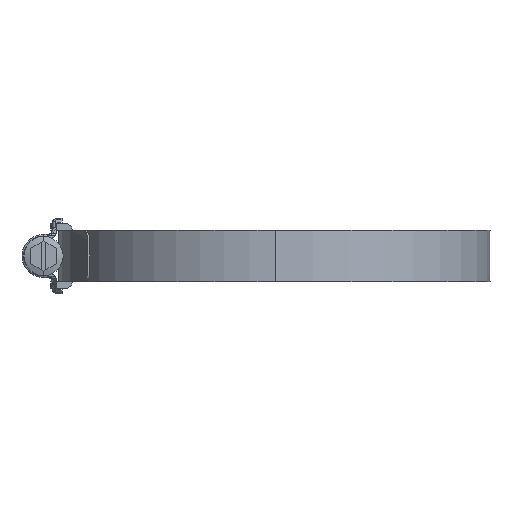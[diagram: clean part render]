
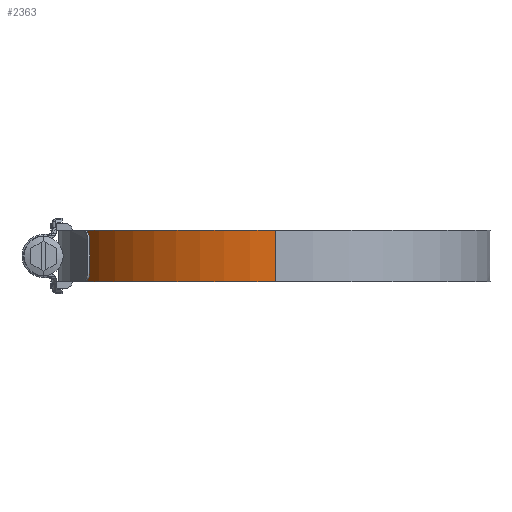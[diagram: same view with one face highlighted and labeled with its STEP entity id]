
A CAD part, left-side view. The second image highlights one B-rep face of the part: STEP entity #2363.
In plain terms, the highlighted cylindrical face has radius 65.69 mm (diameter 131.38 mm), a partial arc.
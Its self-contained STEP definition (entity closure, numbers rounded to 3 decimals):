
#441 = ORIENTED_EDGE ( 'NONE', *, *, #7093, .T. ) ;
#582 = EDGE_CURVE ( 'NONE', #9767, #7919, #6814, .T. ) ;
#707 = ORIENTED_EDGE ( 'NONE', *, *, #9904, .F. ) ;
#745 = CARTESIAN_POINT ( 'NONE',  ( 0., 65.69, 7.95 ) ) ;
#795 = LINE ( 'NONE', #745, #5421 ) ;
#818 = VECTOR ( 'NONE', #7296, 1000. ) ;
#1026 = CIRCLE ( 'NONE', #8777, 65.69 ) ;
#1334 = VERTEX_POINT ( 'NONE', #7302 ) ;
#1757 = CARTESIAN_POINT ( 'NONE',  ( 0., 0., 7.95 ) ) ;
#1810 = AXIS2_PLACEMENT_3D ( 'NONE', #1757, #6442, #3385 ) ;
#2250 = DIRECTION ( 'NONE',  ( 0., 0., -1. ) ) ;
#2363 = ADVANCED_FACE ( 'NONE', ( #4786 ), #9503, .T. ) ;
#2418 = CARTESIAN_POINT ( 'NONE',  ( 0., 65.69, -7.95 ) ) ;
#2975 = DIRECTION ( 'NONE',  ( 0., 0., 1. ) ) ;
#3136 = LINE ( 'NONE', #3959, #818 ) ;
#3383 = DIRECTION ( 'NONE',  ( 0., 0., 1. ) ) ;
#3385 = DIRECTION ( 'NONE',  ( -1., 0., 0. ) ) ;
#3959 = CARTESIAN_POINT ( 'NONE',  ( -65.69, 0., 7.95 ) ) ;
#4786 = FACE_OUTER_BOUND ( 'NONE', #7106, .T. ) ;
#5018 = AXIS2_PLACEMENT_3D ( 'NONE', #7846, #2975, #6285 ) ;
#5421 = VECTOR ( 'NONE', #2250, 1000. ) ;
#6285 = DIRECTION ( 'NONE',  ( 1., 0., 0. ) ) ;
#6442 = DIRECTION ( 'NONE',  ( 0., 0., -1. ) ) ;
#6550 = DIRECTION ( 'NONE',  ( 1., 0., 0. ) ) ;
#6615 = CARTESIAN_POINT ( 'NONE',  ( -65.69, 0., -7.95 ) ) ;
#6814 = CIRCLE ( 'NONE', #5018, 65.69 ) ;
#7093 = EDGE_CURVE ( 'NONE', #10014, #9767, #795, .T. ) ;
#7106 = EDGE_LOOP ( 'NONE', ( #7319, #707, #441, #9092 ) ) ;
#7296 = DIRECTION ( 'NONE',  ( 0., 0., -1. ) ) ;
#7302 = CARTESIAN_POINT ( 'NONE',  ( -65.69, 0., 7.95 ) ) ;
#7319 = ORIENTED_EDGE ( 'NONE', *, *, #7748, .F. ) ;
#7748 = EDGE_CURVE ( 'NONE', #1334, #7919, #3136, .T. ) ;
#7846 = CARTESIAN_POINT ( 'NONE',  ( 0., 0., -7.95 ) ) ;
#7919 = VERTEX_POINT ( 'NONE', #6615 ) ;
#7942 = CARTESIAN_POINT ( 'NONE',  ( 0., 0., 7.95 ) ) ;
#8777 = AXIS2_PLACEMENT_3D ( 'NONE', #7942, #3383, #6550 ) ;
#9092 = ORIENTED_EDGE ( 'NONE', *, *, #582, .T. ) ;
#9132 = CARTESIAN_POINT ( 'NONE',  ( 0., 65.69, 7.95 ) ) ;
#9503 = CYLINDRICAL_SURFACE ( 'NONE', #1810, 65.69 ) ;
#9767 = VERTEX_POINT ( 'NONE', #2418 ) ;
#9904 = EDGE_CURVE ( 'NONE', #10014, #1334, #1026, .T. ) ;
#10014 = VERTEX_POINT ( 'NONE', #9132 ) ;
